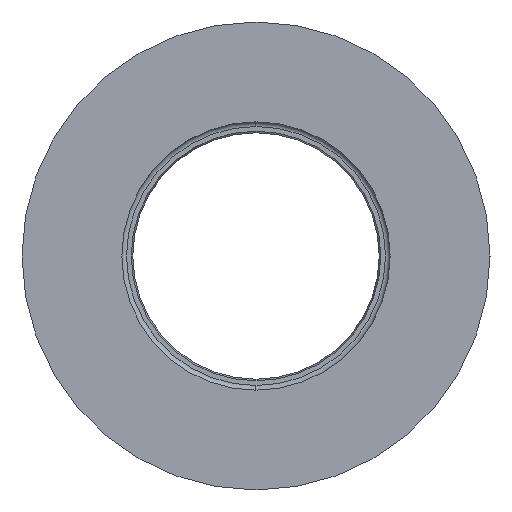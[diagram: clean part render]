
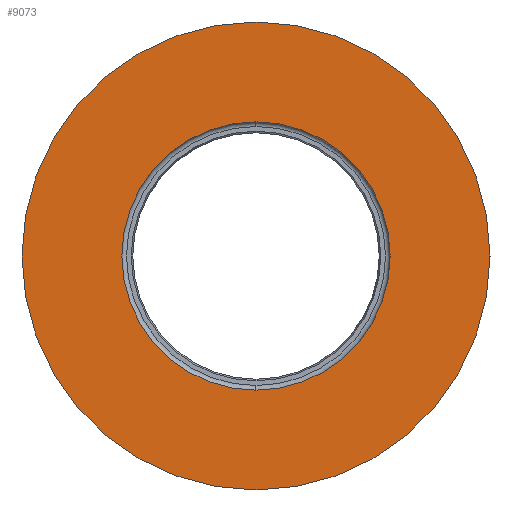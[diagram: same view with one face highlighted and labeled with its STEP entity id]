
A CAD part, left-side view. The second image highlights one B-rep face of the part: STEP entity #9073.
In plain terms, the highlighted planar face has unit normal (-1, 0, 0).
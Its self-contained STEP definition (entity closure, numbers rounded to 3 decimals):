
#822 = DIRECTION ( 'NONE',  ( 0., 0., -1. ) ) ;
#955 = DIRECTION ( 'NONE',  ( 1., 0., 0. ) ) ;
#1172 = CARTESIAN_POINT ( 'NONE',  ( 0., 8.6, 0. ) ) ;
#2074 = ORIENTED_EDGE ( 'NONE', *, *, #15391, .T. ) ;
#3417 = CARTESIAN_POINT ( 'NONE',  ( 0., 0., 8.6 ) ) ;
#3842 = CIRCLE ( 'NONE', #11760, 8.6 ) ;
#3978 = PLANE ( 'NONE',  #13033 ) ;
#5569 = FACE_BOUND ( 'NONE', #22166, .T. ) ;
#5649 = VERTEX_POINT ( 'NONE', #16353 ) ;
#6684 = AXIS2_PLACEMENT_3D ( 'NONE', #27712, #27673, #27581 ) ;
#7453 = CARTESIAN_POINT ( 'NONE',  ( 0., 0., 0. ) ) ;
#8553 = CARTESIAN_POINT ( 'NONE',  ( 0., 0., -8.6 ) ) ;
#9073 = ADVANCED_FACE ( 'NONE', ( #5569, #25105 ), #3978, .F. ) ;
#10600 = EDGE_CURVE ( 'NONE', #11807, #13271, #3842, .T. ) ;
#11760 = AXIS2_PLACEMENT_3D ( 'NONE', #7453, #21363, #16610 ) ;
#11807 = VERTEX_POINT ( 'NONE', #8553 ) ;
#12081 = CARTESIAN_POINT ( 'NONE',  ( 0., 0., 15. ) ) ;
#12229 = DIRECTION ( 'NONE',  ( -1., 0., 0. ) ) ;
#13033 = AXIS2_PLACEMENT_3D ( 'NONE', #1172, #955, #822 ) ;
#13271 = VERTEX_POINT ( 'NONE', #3417 ) ;
#15259 = EDGE_CURVE ( 'NONE', #18160, #5649, #27860, .T. ) ;
#15391 = EDGE_CURVE ( 'NONE', #5649, #18160, #30457, .T. ) ;
#16234 = CIRCLE ( 'NONE', #18866, 8.6 ) ;
#16353 = CARTESIAN_POINT ( 'NONE',  ( 0., 0., -15. ) ) ;
#16610 = DIRECTION ( 'NONE',  ( 0., 0., 1. ) ) ;
#17913 = ORIENTED_EDGE ( 'NONE', *, *, #26540, .F. ) ;
#18160 = VERTEX_POINT ( 'NONE', #12081 ) ;
#18866 = AXIS2_PLACEMENT_3D ( 'NONE', #26617, #12229, #29058 ) ;
#20425 = AXIS2_PLACEMENT_3D ( 'NONE', #29441, #29416, #29301 ) ;
#20563 = ORIENTED_EDGE ( 'NONE', *, *, #15259, .T. ) ;
#21363 = DIRECTION ( 'NONE',  ( -1., 0., 0. ) ) ;
#22166 = EDGE_LOOP ( 'NONE', ( #17913, #30614 ) ) ;
#23414 = EDGE_LOOP ( 'NONE', ( #20563, #2074 ) ) ;
#25105 = FACE_OUTER_BOUND ( 'NONE', #23414, .T. ) ;
#26540 = EDGE_CURVE ( 'NONE', #13271, #11807, #16234, .T. ) ;
#26617 = CARTESIAN_POINT ( 'NONE',  ( 0., 0., 0. ) ) ;
#27581 = DIRECTION ( 'NONE',  ( 0., 0., 1. ) ) ;
#27673 = DIRECTION ( 'NONE',  ( -1., 0., 0. ) ) ;
#27712 = CARTESIAN_POINT ( 'NONE',  ( 0., 0., 0. ) ) ;
#27860 = CIRCLE ( 'NONE', #20425, 15. ) ;
#29058 = DIRECTION ( 'NONE',  ( 0., 0., 1. ) ) ;
#29301 = DIRECTION ( 'NONE',  ( 0., 0., 1. ) ) ;
#29416 = DIRECTION ( 'NONE',  ( -1., 0., 0. ) ) ;
#29441 = CARTESIAN_POINT ( 'NONE',  ( 0., 0., 0. ) ) ;
#30457 = CIRCLE ( 'NONE', #6684, 15. ) ;
#30614 = ORIENTED_EDGE ( 'NONE', *, *, #10600, .F. ) ;
